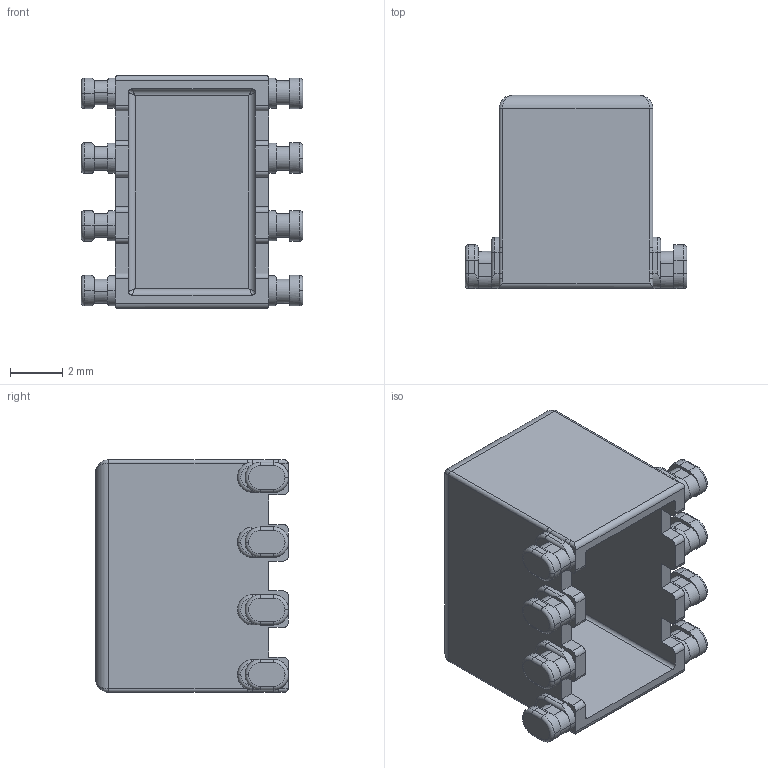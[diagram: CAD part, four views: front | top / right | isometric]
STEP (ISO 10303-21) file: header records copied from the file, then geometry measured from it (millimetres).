
FILE_DESCRIPTION (( 'STEP AP214' ), '1' );
FILE_NAME ('TOR_0931.STEP', '2021-07-06T19:04:19', ( '' ), ( '' ), 'SwSTEP 2.0', 'SolidWorks 2017', '' );
FILE_SCHEMA (( 'AUTOMOTIVE_DESIGN' ));
Length unit declared in the file: millimetre
Products named in the file (2): 250-0931_6A; TOR_0931
Assembly tree (1 placements, depth 2):
  TOR_0931
    250-0931_6A
Bounding box: 8.47 x 7.37 x 8.89 mm (x, y, z)
Volume: 134 mm3; surface area: 527.7 mm2
Topology: 1 solids, 1 shells, 333 faces, 884 edges, 546 vertices
Faces by surface type: cylinder 152, plane 123, torus 42, bspline 16
Entity records: 10871 total; most frequent: CARTESIAN_POINT 2618, DIRECTION 1758, ORIENTED_EDGE 1752, EDGE_CURVE 876, AXIS2_PLACEMENT_3D 673, VERTEX_POINT 546, VECTOR 412, LINE 412
